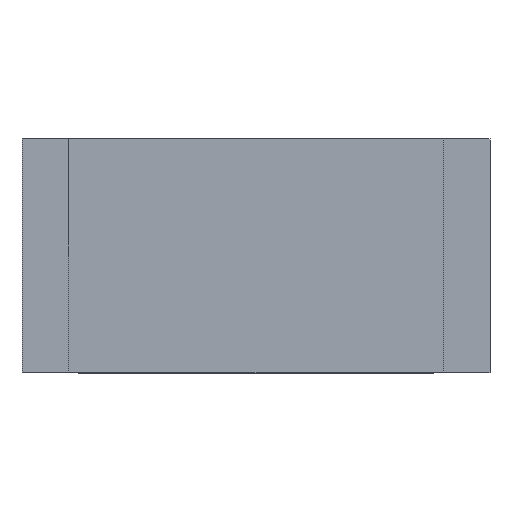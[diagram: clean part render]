
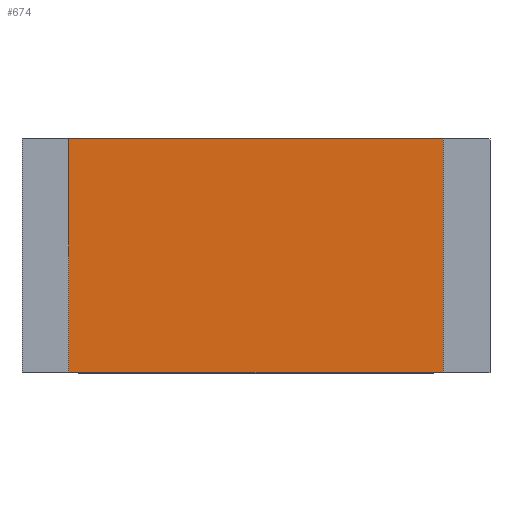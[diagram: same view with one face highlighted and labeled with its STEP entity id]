
A CAD part, front view. The second image highlights one B-rep face of the part: STEP entity #674.
In plain terms, the highlighted planar face has unit normal (0, -1, 0).
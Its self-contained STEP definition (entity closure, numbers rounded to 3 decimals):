
#6 = DIRECTION ( 'NONE',  ( 0., 0., 1. ) ) ;
#78 = DIRECTION ( 'NONE',  ( 0., 0., -1. ) ) ;
#97 = VERTEX_POINT ( 'NONE', #266 ) ;
#138 = VERTEX_POINT ( 'NONE', #693 ) ;
#141 = EDGE_CURVE ( 'NONE', #1163, #97, #1175, .T. ) ;
#145 = CARTESIAN_POINT ( 'NONE',  ( 4.5, 0.02, 0. ) ) ;
#222 = AXIS2_PLACEMENT_3D ( 'NONE', #350, #418, #78 ) ;
#235 = EDGE_CURVE ( 'NONE', #728, #138, #256, .T. ) ;
#256 = LINE ( 'NONE', #1029, #537 ) ;
#266 = CARTESIAN_POINT ( 'NONE',  ( 0.5, 0.02, 0. ) ) ;
#313 = EDGE_CURVE ( 'NONE', #97, #728, #342, .T. ) ;
#342 = LINE ( 'NONE', #1397, #466 ) ;
#350 = CARTESIAN_POINT ( 'NONE',  ( 0.5, 0.02, -2.5 ) ) ;
#357 = VECTOR ( 'NONE', #378, 1000. ) ;
#378 = DIRECTION ( 'NONE',  ( -1., 0., 0. ) ) ;
#418 = DIRECTION ( 'NONE',  ( 0., -1., 0. ) ) ;
#466 = VECTOR ( 'NONE', #659, 1000. ) ;
#483 = CARTESIAN_POINT ( 'NONE',  ( 0.5, 0.02, 0. ) ) ;
#497 = EDGE_LOOP ( 'NONE', ( #1379, #1153, #1129, #946 ) ) ;
#499 = EDGE_CURVE ( 'NONE', #138, #1163, #865, .T. ) ;
#537 = VECTOR ( 'NONE', #1244, 1000. ) ;
#659 = DIRECTION ( 'NONE',  ( 0., 0., -1. ) ) ;
#674 = ADVANCED_FACE ( 'NONE', ( #1155 ), #720, .T. ) ;
#693 = CARTESIAN_POINT ( 'NONE',  ( 4.5, 0.02, -2.5 ) ) ;
#720 = PLANE ( 'NONE',  #222 ) ;
#728 = VERTEX_POINT ( 'NONE', #1070 ) ;
#865 = LINE ( 'NONE', #970, #1060 ) ;
#946 = ORIENTED_EDGE ( 'NONE', *, *, #235, .T. ) ;
#970 = CARTESIAN_POINT ( 'NONE',  ( 4.5, 0.02, -2.5 ) ) ;
#1029 = CARTESIAN_POINT ( 'NONE',  ( 0.5, 0.02, -2.5 ) ) ;
#1060 = VECTOR ( 'NONE', #6, 1000. ) ;
#1070 = CARTESIAN_POINT ( 'NONE',  ( 0.5, 0.02, -2.5 ) ) ;
#1129 = ORIENTED_EDGE ( 'NONE', *, *, #313, .T. ) ;
#1153 = ORIENTED_EDGE ( 'NONE', *, *, #141, .T. ) ;
#1155 = FACE_OUTER_BOUND ( 'NONE', #497, .T. ) ;
#1163 = VERTEX_POINT ( 'NONE', #145 ) ;
#1175 = LINE ( 'NONE', #483, #357 ) ;
#1244 = DIRECTION ( 'NONE',  ( 1., 0., 0. ) ) ;
#1379 = ORIENTED_EDGE ( 'NONE', *, *, #499, .T. ) ;
#1397 = CARTESIAN_POINT ( 'NONE',  ( 0.5, 0.02, -2.5 ) ) ;
